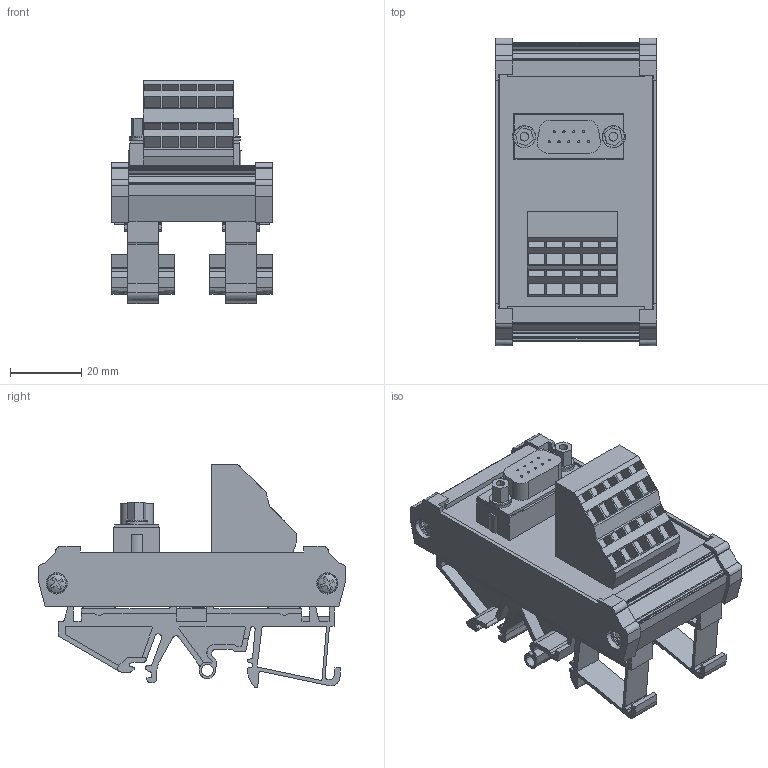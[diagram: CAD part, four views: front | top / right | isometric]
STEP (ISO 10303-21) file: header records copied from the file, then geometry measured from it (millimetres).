
FILE_DESCRIPTION(('CATIA V5R22 STEP214','CAx-IF Rec.Pracs.--- Model Styling and Organization---1.4--- 2014-01-23'),'2;1');
FILE_NAME ('032166-1_0', '2021-09-20T14:39:30+00:00', ('Weidmueller Interface'), ('Weidmueller'), 'CATIA Version 5-6 Release 2016 SP3 HF44', 'CATIA V5 STEP AP214', 'none');
FILE_SCHEMA(('AUTOMOTIVE_DESIGN { 1 0 10303 214 1 1 1 1 }'));
Length unit declared in the file: millimetre
Products named in the file (1): 8537320000_RS SD9 BZ
Bounding box: 45.5 x 86.4 x 62.65 mm (x, y, z)
Volume: 48575.9 mm3; surface area: 46663.4 mm2
Topology: 1 solids, 7 shells, 1286 faces, 3717 edges, 2433 vertices
Faces by surface type: plane 935, cylinder 301, bspline 34, torus 8, sphere 8
Entity records: 45373 total; most frequent: CARTESIAN_POINT 10988, ORIENTED_EDGE 7434, DIRECTION 5830, EDGE_CURVE 3717, VECTOR 2841, LINE 2841, VERTEX_POINT 2433, AXIS2_PLACEMENT_3D 1740
